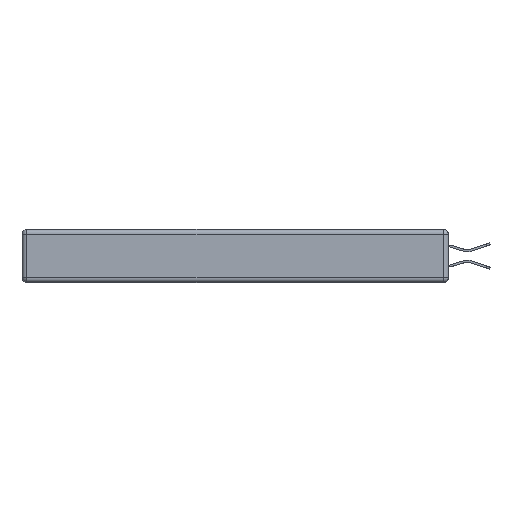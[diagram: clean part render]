
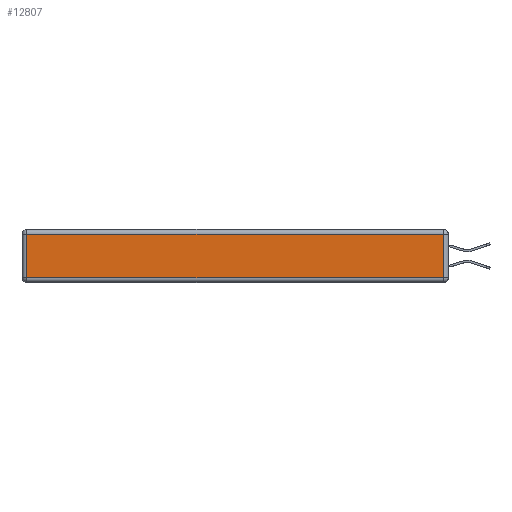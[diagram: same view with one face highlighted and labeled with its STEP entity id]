
A CAD part, left-side view. The second image highlights one B-rep face of the part: STEP entity #12807.
In plain terms, the highlighted planar face has unit normal (-1, 0, 0).
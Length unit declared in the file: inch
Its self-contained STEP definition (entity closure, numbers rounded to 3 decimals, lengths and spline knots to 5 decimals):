
#169 = DIRECTION ( 'NONE',  ( 0., -1., 0. ) ) ;
#1603 = DIRECTION ( 'NONE',  ( 0., 1., 0. ) ) ;
#2098 = VERTEX_POINT ( 'NONE', #16170 ) ;
#2466 = EDGE_CURVE ( 'NONE', #2098, #3326, #4396, .T. ) ;
#3296 = CARTESIAN_POINT ( 'NONE',  ( 0., 0.03, -0.313 ) ) ;
#3326 = VERTEX_POINT ( 'NONE', #6714 ) ;
#3660 = VECTOR ( 'NONE', #1603, 39.37008 ) ;
#3865 = ORIENTED_EDGE ( 'NONE', *, *, #2466, .T. ) ;
#4396 = LINE ( 'NONE', #14432, #3660 ) ;
#4405 = AXIS2_PLACEMENT_3D ( 'NONE', #12858, #4792, #6472 ) ;
#4792 = DIRECTION ( 'NONE',  ( -1., 0., 0. ) ) ;
#4856 = PLANE ( 'NONE',  #4405 ) ;
#4911 = LINE ( 'NONE', #19812, #15312 ) ;
#5916 = CARTESIAN_POINT ( 'NONE',  ( 0., 0.03, -0.343 ) ) ;
#6249 = ORIENTED_EDGE ( 'NONE', *, *, #7483, .T. ) ;
#6472 = DIRECTION ( 'NONE',  ( 0., 0., 1. ) ) ;
#6708 = DIRECTION ( 'NONE',  ( 0., 0., -1. ) ) ;
#6714 = CARTESIAN_POINT ( 'NONE',  ( 0., 2.72, -0.03 ) ) ;
#7483 = EDGE_CURVE ( 'NONE', #3326, #11557, #10513, .T. ) ;
#8579 = EDGE_LOOP ( 'NONE', ( #13684, #9717, #3865, #6249 ) ) ;
#9082 = EDGE_CURVE ( 'NONE', #11557, #16324, #4911, .T. ) ;
#9717 = ORIENTED_EDGE ( 'NONE', *, *, #19562, .T. ) ;
#10513 = LINE ( 'NONE', #11747, #17656 ) ;
#11557 = VERTEX_POINT ( 'NONE', #17495 ) ;
#11747 = CARTESIAN_POINT ( 'NONE',  ( 0., 2.72, -0.343 ) ) ;
#12807 = ADVANCED_FACE ( 'NONE', ( #15393 ), #4856, .T. ) ;
#12858 = CARTESIAN_POINT ( 'NONE',  ( 0., 0., -0.343 ) ) ;
#13684 = ORIENTED_EDGE ( 'NONE', *, *, #9082, .T. ) ;
#14432 = CARTESIAN_POINT ( 'NONE',  ( 0., 2.75, -0.03 ) ) ;
#15312 = VECTOR ( 'NONE', #169, 39.37008 ) ;
#15393 = FACE_OUTER_BOUND ( 'NONE', #8579, .T. ) ;
#15574 = LINE ( 'NONE', #5916, #16624 ) ;
#16170 = CARTESIAN_POINT ( 'NONE',  ( 0., 0.03, -0.03 ) ) ;
#16324 = VERTEX_POINT ( 'NONE', #3296 ) ;
#16624 = VECTOR ( 'NONE', #17324, 39.37008 ) ;
#17324 = DIRECTION ( 'NONE',  ( 0., 0., 1. ) ) ;
#17495 = CARTESIAN_POINT ( 'NONE',  ( 0., 2.72, -0.313 ) ) ;
#17656 = VECTOR ( 'NONE', #6708, 39.37008 ) ;
#19562 = EDGE_CURVE ( 'NONE', #16324, #2098, #15574, .T. ) ;
#19812 = CARTESIAN_POINT ( 'NONE',  ( 0., 0., -0.313 ) ) ;
